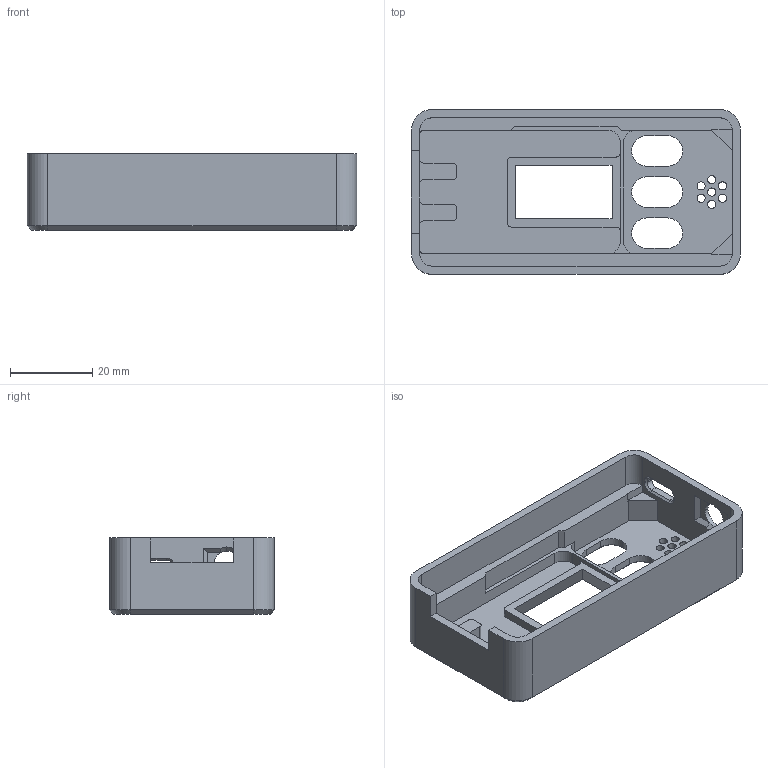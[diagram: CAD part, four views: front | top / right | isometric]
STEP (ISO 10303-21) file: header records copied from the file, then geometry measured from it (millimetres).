
FILE_DESCRIPTION (( 'STEP AP214' ), '1' );
FILE_NAME ('CWPTﾉﾏｿﾇ_ｰｲﾗｰｵｼﾏ', '2024-03-11T07:16:34', ( '' ), ( '' ), 'SwSTEP 2.0', 'SolidWorks 2024', '' );
FILE_SCHEMA (( 'AUTOMOTIVE_DESIGN' ));
Length unit declared in the file: millimetre
Products named in the file (1): CWPT上壳_安装导向
Bounding box: 80 x 40 x 18.5 mm (x, y, z)
Volume: 16437.5 mm3; surface area: 13601 mm2
Topology: 1 solids, 1 shells, 159 faces, 437 edges, 280 vertices
Faces by surface type: plane 84, cylinder 55, cone 20
Entity records: 5118 total; most frequent: DIRECTION 893, CARTESIAN_POINT 889, ORIENTED_EDGE 874, EDGE_CURVE 437, AXIS2_PLACEMENT_3D 300, LINE 293, VECTOR 293, VERTEX_POINT 280
